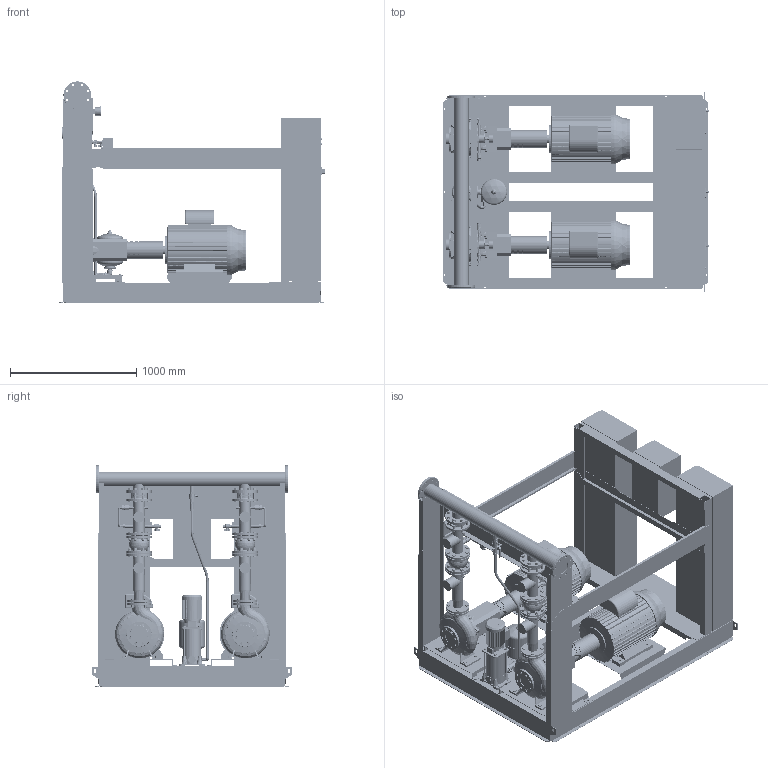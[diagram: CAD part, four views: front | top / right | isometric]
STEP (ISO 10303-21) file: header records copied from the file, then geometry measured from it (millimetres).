
FILE_DESCRIPTION((''),'2;1');
FILE_NAME('3d_Sifire-EN-65_250-223-30_30_1.1EEJ-4183960.stp','2015-05-25T14:41:43',(''),(''),'Mechanical Desktop 2009','Mechanical Desktop 2009',', , ');
FILE_SCHEMA(('CONFIG_CONTROL_DESIGN'));
Length unit declared in the file: millimetre
Products named in the file (1): Product
Bounding box: 2105.5 x 1582 x 1750 mm (x, y, z)
Volume: 612842426.3 mm3; surface area: 38570267.7 mm2
Topology: 295 solids, 295 shells, 6958 faces, 16725 edges, 10535 vertices
Faces by surface type: plane 2448, bspline 2154, cylinder 1358, cone 812, torus 148, sphere 38
Entity records: 224200 total; most frequent: CARTESIAN_POINT 72829, ORIENTED_EDGE 33386, DIRECTION 28695, EDGE_CURVE 16693, VERTEX_POINT 10533, AXIS2_PLACEMENT_3D 10124, VECTOR 8447, LINE 8447
